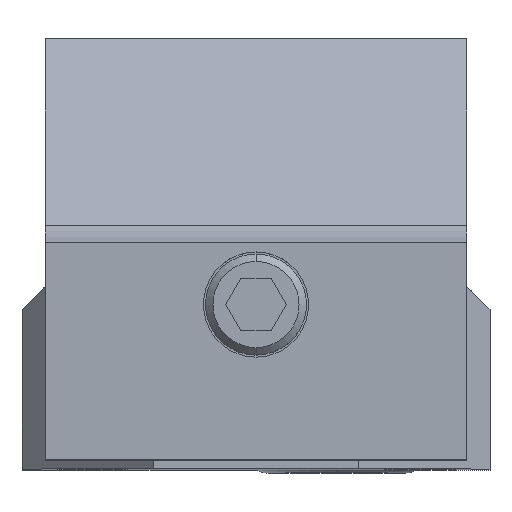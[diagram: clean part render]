
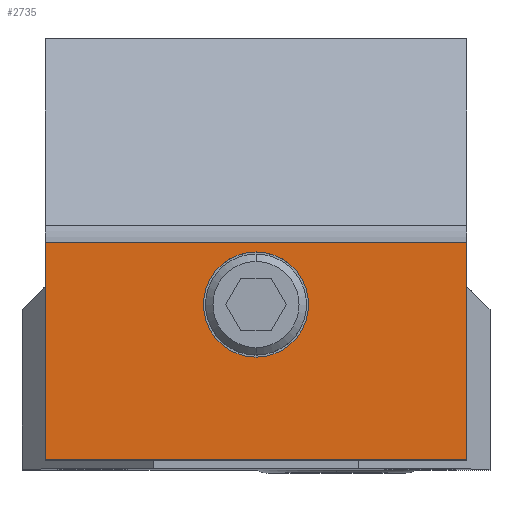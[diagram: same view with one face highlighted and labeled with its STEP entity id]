
A CAD part, top view. The second image highlights one B-rep face of the part: STEP entity #2735.
In plain terms, the highlighted planar face has unit normal (0, 0, 1).
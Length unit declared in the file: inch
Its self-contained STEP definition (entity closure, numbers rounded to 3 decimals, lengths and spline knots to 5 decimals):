
#975=DIRECTION('',(0.,-1.,0.));
#976=VECTOR('',#975,0.58);
#977=CARTESIAN_POINT('',(-0.5625,0.165,0.442));
#978=LINE('',#977,#976);
#1003=DIRECTION('',(0.,-1.,0.));
#1004=VECTOR('',#1003,0.58);
#1005=CARTESIAN_POINT('',(0.5625,0.165,0.442));
#1006=LINE('',#1005,#1004);
#1016=DIRECTION('',(1.,0.,0.));
#1017=VECTOR('',#1016,1.125);
#1018=CARTESIAN_POINT('',(-0.5625,-0.415,0.442));
#1019=LINE('',#1018,#1017);
#1020=DIRECTION('',(1.,0.,0.));
#1021=VECTOR('',#1020,1.125);
#1022=CARTESIAN_POINT('',(-0.5625,0.165,0.442));
#1023=LINE('',#1022,#1021);
#1024=CARTESIAN_POINT('',(0.,0.,0.442));
#1025=DIRECTION('',(0.,0.,1.));
#1026=DIRECTION('',(-1.,0.,0.));
#1027=AXIS2_PLACEMENT_3D('',#1024,#1025,#1026);
#1029=CARTESIAN_POINT('',(0.,0.,0.442));
#1030=DIRECTION('',(0.,0.,1.));
#1031=DIRECTION('',(1.,0.,0.));
#1032=AXIS2_PLACEMENT_3D('',#1029,#1030,#1031);
#1490=CARTESIAN_POINT('',(-0.5625,0.165,0.442));
#1491=CARTESIAN_POINT('',(-0.5625,-0.415,0.442));
#1492=VERTEX_POINT('',#1490);
#1493=VERTEX_POINT('',#1491);
#1502=CARTESIAN_POINT('',(0.5625,0.165,0.442));
#1503=CARTESIAN_POINT('',(0.5625,-0.415,0.442));
#1504=VERTEX_POINT('',#1502);
#1505=VERTEX_POINT('',#1503);
#1516=CARTESIAN_POINT('',(-0.1405,0.,0.442));
#1517=CARTESIAN_POINT('',(0.1405,0.,0.442));
#1518=VERTEX_POINT('',#1516);
#1519=VERTEX_POINT('',#1517);
#2717=CARTESIAN_POINT('',(-0.5625,0.165,0.442));
#2718=DIRECTION('',(0.,0.,1.));
#2719=DIRECTION('',(0.,-1.,0.));
#2720=AXIS2_PLACEMENT_3D('',#2717,#2718,#2719);
#2721=PLANE('',#2720);
#2722=ORIENTED_EDGE('',*,*,#2664,.F.);
#2724=ORIENTED_EDGE('',*,*,#2723,.T.);
#2725=ORIENTED_EDGE('',*,*,#2695,.T.);
#2726=ORIENTED_EDGE('',*,*,#2710,.F.);
#2727=EDGE_LOOP('',(#2722,#2724,#2725,#2726));
#2728=FACE_OUTER_BOUND('',#2727,.F.);
#2730=ORIENTED_EDGE('',*,*,#2729,.T.);
#2732=ORIENTED_EDGE('',*,*,#2731,.T.);
#2733=EDGE_LOOP('',(#2730,#2732));
#2734=FACE_BOUND('',#2733,.F.);
#1028=CIRCLE('',#1027,0.1405);
#1033=CIRCLE('',#1032,0.1405);
#2664=EDGE_CURVE('',#1492,#1493,#978,.T.);
#2695=EDGE_CURVE('',#1504,#1505,#1006,.T.);
#2710=EDGE_CURVE('',#1493,#1505,#1019,.T.);
#2723=EDGE_CURVE('',#1492,#1504,#1023,.T.);
#2729=EDGE_CURVE('',#1518,#1519,#1028,.T.);
#2731=EDGE_CURVE('',#1519,#1518,#1033,.T.);
#2735=ADVANCED_FACE('',(#2728,#2734),#2721,.T.);
